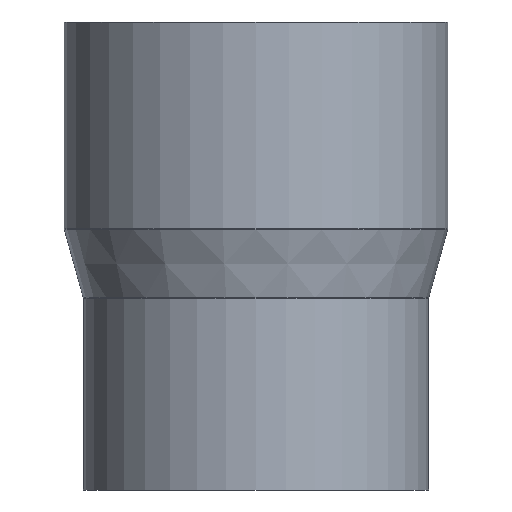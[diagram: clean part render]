
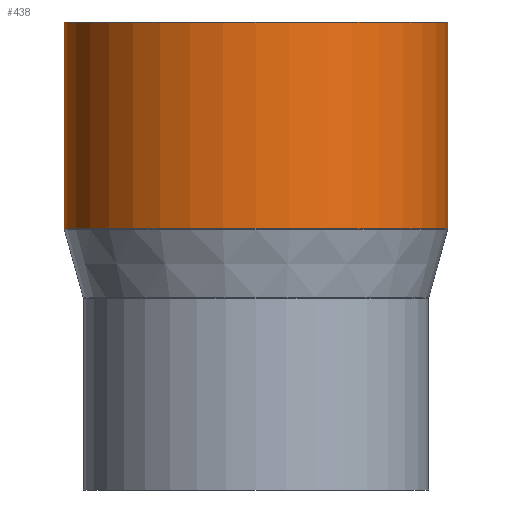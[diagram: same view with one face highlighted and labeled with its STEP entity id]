
A CAD part, front view. The second image highlights one B-rep face of the part: STEP entity #438.
In plain terms, the highlighted cylindrical face has radius 125 mm (diameter 250 mm), a partial arc.
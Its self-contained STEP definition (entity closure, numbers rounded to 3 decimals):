
#6 = ORIENTED_EDGE ( 'NONE', *, *, #510, .T. ) ;
#8 = VECTOR ( 'NONE', #618, 1000. ) ;
#14 = CARTESIAN_POINT ( 'NONE',  ( -125., 0., 20.253 ) ) ;
#67 = LINE ( 'NONE', #320, #8 ) ;
#90 = EDGE_CURVE ( 'NONE', #385, #629, #381, .T. ) ;
#92 = DIRECTION ( 'NONE',  ( -1., 0., 0. ) ) ;
#93 = AXIS2_PLACEMENT_3D ( 'NONE', #499, #137, #92 ) ;
#123 = VERTEX_POINT ( 'NONE', #590 ) ;
#137 = DIRECTION ( 'NONE',  ( 0., 0., -1. ) ) ;
#151 = ORIENTED_EDGE ( 'NONE', *, *, #90, .T. ) ;
#155 = VECTOR ( 'NONE', #518, 1000. ) ;
#157 = ORIENTED_EDGE ( 'NONE', *, *, #388, .F. ) ;
#174 = CARTESIAN_POINT ( 'NONE',  ( -125., 0., -16.533 ) ) ;
#199 = CARTESIAN_POINT ( 'NONE',  ( -125., 0., 154.98 ) ) ;
#214 = EDGE_LOOP ( 'NONE', ( #157, #151, #6, #465 ) ) ;
#239 = CIRCLE ( 'NONE', #540, 125. ) ;
#320 = CARTESIAN_POINT ( 'NONE',  ( 125., 0., -16.533 ) ) ;
#381 = CIRCLE ( 'NONE', #93, 125. ) ;
#385 = VERTEX_POINT ( 'NONE', #477 ) ;
#388 = EDGE_CURVE ( 'NONE', #385, #123, #67, .T. ) ;
#425 = CYLINDRICAL_SURFACE ( 'NONE', #503, 125. ) ;
#438 = ADVANCED_FACE ( 'NONE', ( #569 ), #425, .T. ) ;
#455 = VERTEX_POINT ( 'NONE', #14 ) ;
#465 = ORIENTED_EDGE ( 'NONE', *, *, #600, .F. ) ;
#477 = CARTESIAN_POINT ( 'NONE',  ( 125., 0., 154.98 ) ) ;
#498 = CARTESIAN_POINT ( 'NONE',  ( 0., 0., 20.253 ) ) ;
#499 = CARTESIAN_POINT ( 'NONE',  ( 0., 0., 154.98 ) ) ;
#503 = AXIS2_PLACEMENT_3D ( 'NONE', #520, #528, #580 ) ;
#510 = EDGE_CURVE ( 'NONE', #629, #455, #620, .T. ) ;
#518 = DIRECTION ( 'NONE',  ( 0., 0., -1. ) ) ;
#520 = CARTESIAN_POINT ( 'NONE',  ( 0., 0., -16.533 ) ) ;
#528 = DIRECTION ( 'NONE',  ( 0., 0., -1. ) ) ;
#540 = AXIS2_PLACEMENT_3D ( 'NONE', #498, #597, #586 ) ;
#569 = FACE_OUTER_BOUND ( 'NONE', #214, .T. ) ;
#580 = DIRECTION ( 'NONE',  ( -1., 0., 0. ) ) ;
#586 = DIRECTION ( 'NONE',  ( -1., 0., 0. ) ) ;
#590 = CARTESIAN_POINT ( 'NONE',  ( 125., 0., 20.253 ) ) ;
#597 = DIRECTION ( 'NONE',  ( 0., 0., -1. ) ) ;
#600 = EDGE_CURVE ( 'NONE', #123, #455, #239, .T. ) ;
#618 = DIRECTION ( 'NONE',  ( 0., 0., -1. ) ) ;
#620 = LINE ( 'NONE', #174, #155 ) ;
#629 = VERTEX_POINT ( 'NONE', #199 ) ;
